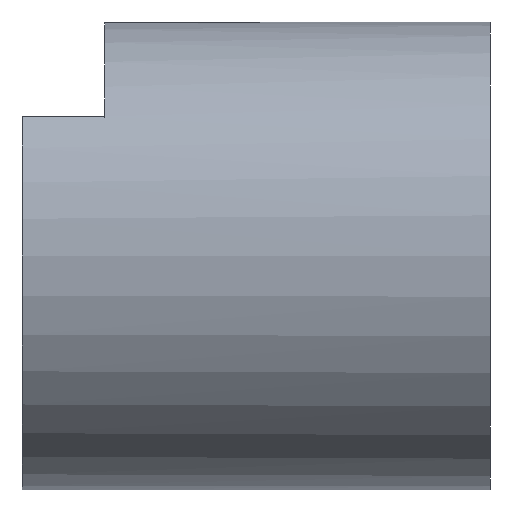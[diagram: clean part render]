
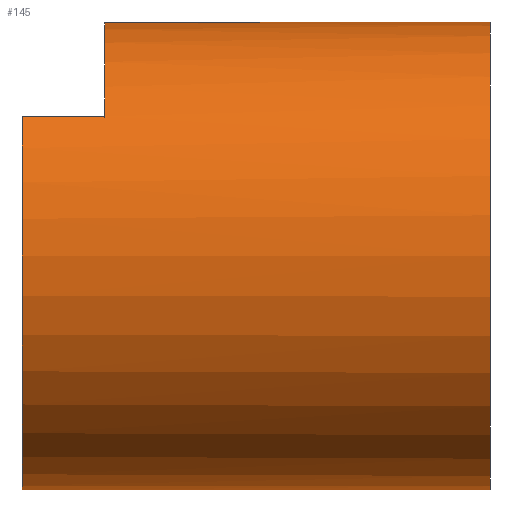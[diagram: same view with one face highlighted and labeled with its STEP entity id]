
A CAD part, left-side view. The second image highlights one B-rep face of the part: STEP entity #145.
In plain terms, the highlighted cylindrical face has radius 5.08 mm (diameter 10.16 mm), a full revolution.
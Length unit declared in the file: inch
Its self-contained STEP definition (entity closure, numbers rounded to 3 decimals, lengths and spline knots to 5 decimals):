
#29=FACE_OUTER_BOUND('',#38,.T.);
#38=EDGE_LOOP('',(#125,#126,#127,#128,#129,#130,#131,#132));
#45=LINE('',#245,#55);
#48=LINE('',#251,#58);
#50=LINE('',#262,#60);
#55=VECTOR('',#200,0.3937);
#58=VECTOR('',#205,0.3937);
#60=VECTOR('',#221,0.2);
#65=CIRCLE('',#171,0.2);
#66=CIRCLE('',#173,0.2);
#67=CIRCLE('',#174,0.2);
#68=CIRCLE('',#176,0.2);
#75=VERTEX_POINT('',#242);
#76=VERTEX_POINT('',#244);
#77=VERTEX_POINT('',#248);
#78=VERTEX_POINT('',#250);
#79=VERTEX_POINT('',#256);
#80=VERTEX_POINT('',#260);
#89=EDGE_CURVE('',#76,#75,#45,.T.);
#92=EDGE_CURVE('',#78,#77,#48,.T.);
#94=EDGE_CURVE('',#77,#76,#65,.T.);
#95=EDGE_CURVE('',#78,#79,#66,.T.);
#96=EDGE_CURVE('',#79,#75,#67,.T.);
#97=EDGE_CURVE('',#80,#80,#68,.T.);
#98=EDGE_CURVE('',#80,#79,#50,.T.);
#125=ORIENTED_EDGE('',*,*,#97,.F.);
#126=ORIENTED_EDGE('',*,*,#98,.T.);
#127=ORIENTED_EDGE('',*,*,#95,.F.);
#128=ORIENTED_EDGE('',*,*,#92,.T.);
#129=ORIENTED_EDGE('',*,*,#94,.T.);
#130=ORIENTED_EDGE('',*,*,#89,.T.);
#131=ORIENTED_EDGE('',*,*,#96,.F.);
#132=ORIENTED_EDGE('',*,*,#98,.F.);
#137=CYLINDRICAL_SURFACE('',#175,0.2);
#145=ADVANCED_FACE('',(#29),#137,.T.);
#171=AXIS2_PLACEMENT_3D('',#254,#209,#210);
#173=AXIS2_PLACEMENT_3D('',#257,#213,#214);
#174=AXIS2_PLACEMENT_3D('',#258,#215,#216);
#175=AXIS2_PLACEMENT_3D('',#259,#217,#218);
#176=AXIS2_PLACEMENT_3D('',#261,#219,#220);
#200=DIRECTION('',(0.,1.,0.));
#205=DIRECTION('',(0.,-1.,0.));
#209=DIRECTION('center_axis',(0.,-1.,0.));
#210=DIRECTION('ref_axis',(1.,0.,0.));
#213=DIRECTION('center_axis',(0.,1.,0.));
#214=DIRECTION('ref_axis',(1.,0.,0.));
#215=DIRECTION('center_axis',(0.,1.,0.));
#216=DIRECTION('ref_axis',(1.,0.,0.));
#217=DIRECTION('center_axis',(0.,-1.,0.));
#218=DIRECTION('ref_axis',(1.,0.,0.));
#219=DIRECTION('center_axis',(0.,-1.,0.));
#220=DIRECTION('ref_axis',(1.,0.,0.));
#221=DIRECTION('',(0.,1.,0.));
#242=CARTESIAN_POINT('',(-0.1605,0.1,1.80983));
#244=CARTESIAN_POINT('',(-0.1605,0.02945,1.80983));
#245=CARTESIAN_POINT('',(-0.1605,0.1,1.80983));
#248=CARTESIAN_POINT('',(0.1605,0.02945,1.80983));
#250=CARTESIAN_POINT('',(0.1605,0.1,1.80983));
#251=CARTESIAN_POINT('',(0.1605,0.1,1.80983));
#254=CARTESIAN_POINT('Origin',(0.,0.02945,1.6905));
#256=CARTESIAN_POINT('',(-0.2,0.1,1.6905));
#257=CARTESIAN_POINT('Origin',(0.,0.1,1.6905));
#258=CARTESIAN_POINT('Origin',(0.,0.1,1.6905));
#259=CARTESIAN_POINT('Origin',(0.,0.1,1.6905));
#260=CARTESIAN_POINT('',(-0.2,-0.3,1.6905));
#261=CARTESIAN_POINT('Origin',(0.,-0.3,1.6905));
#262=CARTESIAN_POINT('',(-0.2,0.1,1.6905));
